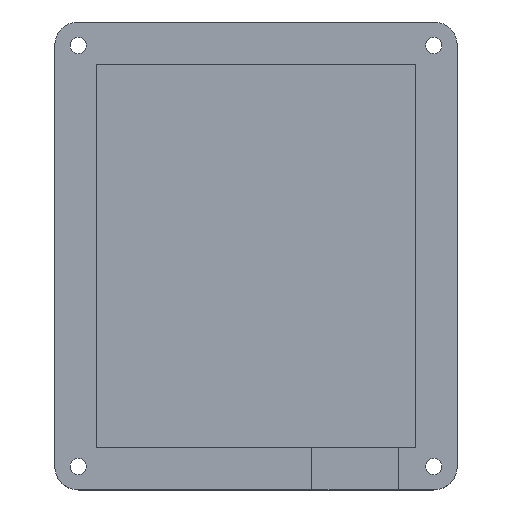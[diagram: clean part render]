
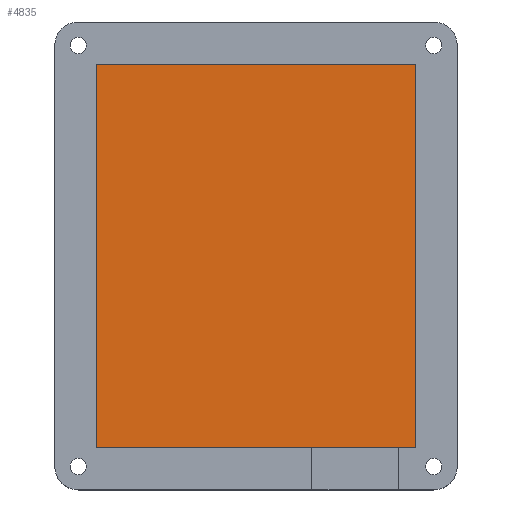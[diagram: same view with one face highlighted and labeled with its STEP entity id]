
A CAD part, top view. The second image highlights one B-rep face of the part: STEP entity #4835.
In plain terms, the highlighted planar face has unit normal (0, 0, 1).
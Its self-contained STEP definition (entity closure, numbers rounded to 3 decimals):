
#159=PLANE('',#4963);
#414=FACE_OUTER_BOUND('',#702,.T.);
#702=EDGE_LOOP('',(#4352,#4353,#4354,#4355));
#1073=LINE('',#9838,#1437);
#1075=LINE('',#9842,#1439);
#1076=LINE('',#9844,#1440);
#1077=LINE('',#9845,#1441);
#1437=VECTOR('',#5533,10.);
#1439=VECTOR('',#5537,10.);
#1440=VECTOR('',#5538,10.);
#1441=VECTOR('',#5539,10.);
#2252=VERTEX_POINT('',#9835);
#2253=VERTEX_POINT('',#9837);
#2254=VERTEX_POINT('',#9841);
#2255=VERTEX_POINT('',#9843);
#2961=EDGE_CURVE('',#2252,#2253,#1073,.T.);
#2963=EDGE_CURVE('',#2254,#2252,#1075,.T.);
#2964=EDGE_CURVE('',#2255,#2254,#1076,.T.);
#2965=EDGE_CURVE('',#2253,#2255,#1077,.T.);
#4352=ORIENTED_EDGE('',*,*,#2961,.F.);
#4353=ORIENTED_EDGE('',*,*,#2963,.F.);
#4354=ORIENTED_EDGE('',*,*,#2964,.F.);
#4355=ORIENTED_EDGE('',*,*,#2965,.F.);
#4835=ADVANCED_FACE('',(#414),#159,.T.);
#4963=AXIS2_PLACEMENT_3D('',#9840,#5535,#5536);
#5533=DIRECTION('',(-1.,0.,0.));
#5535=DIRECTION('center_axis',(0.,0.,1.));
#5536=DIRECTION('ref_axis',(1.,0.,0.));
#5537=DIRECTION('',(0.,-1.,0.));
#5538=DIRECTION('',(1.,0.,0.));
#5539=DIRECTION('',(0.,1.,0.));
#9835=CARTESIAN_POINT('',(23.,-27.,3.));
#9837=CARTESIAN_POINT('',(-45.,-27.,3.));
#9838=CARTESIAN_POINT('',(6.,-27.,3.));
#9840=CARTESIAN_POINT('Origin',(-11.,14.,3.));
#9841=CARTESIAN_POINT('',(23.,55.,3.));
#9842=CARTESIAN_POINT('',(23.,34.5,3.));
#9843=CARTESIAN_POINT('',(-45.,55.,3.));
#9844=CARTESIAN_POINT('',(-28.,55.,3.));
#9845=CARTESIAN_POINT('',(-45.,-6.5,3.));
